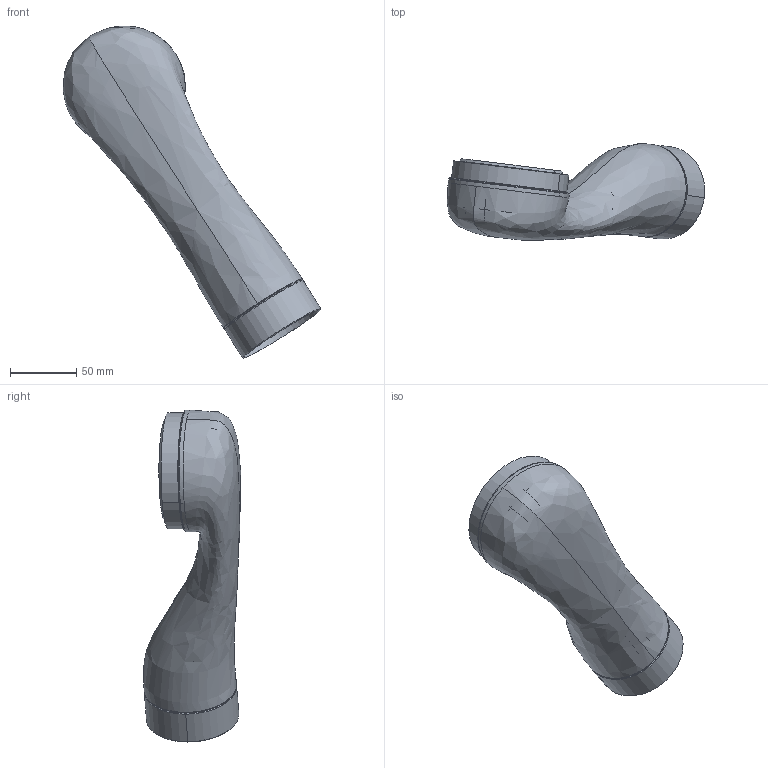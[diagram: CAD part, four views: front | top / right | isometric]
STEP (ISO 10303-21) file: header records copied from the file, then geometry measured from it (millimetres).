
FILE_DESCRIPTION (( 'STEP AP203' ), '1' );
FILE_NAME ('Link4.STEP', '2025-02-06T07:07:17', ( '' ), ( '' ), 'SwSTEP 2.0', 'SolidWorks 2021', '' );
FILE_SCHEMA (( 'CONFIG_CONTROL_DESIGN' ));
Length unit declared in the file: millimetre
Products named in the file (6): KR12943^GEN3 SIMPLIFIED Forearm_Kinova Gen3 Modular Robotic Arm(2)_Kinova Gen3 Modular Robotic Arm; GEN3 SIMPLIFIED Forearm^Kinova Gen3 Modular Robotic Arm(2)_Kinova Gen3 Modular Robotic Arm; Link4; KR10643_3^GEN3 SIMPLIFIED Forearm_Kinova Gen3 Modular Robotic Arm(2)_Kinova Gen3 Modular Robotic Arm; GEN3 SIMPLIFIED FOREARM_1^GEN3 SIMPLIFIED Forearm_Kinova Gen3 Modular Robotic Arm(2)_Kinova Gen3 Modular Robotic Arm; Kinova Gen3 Modular Robotic Arm(2)^Kinova Gen3 Modular Robotic Arm
Assembly tree (5 placements, depth 4):
  Link4
    Kinova Gen3 Modular Robotic Arm(2)^Kinova Gen3 Modular Robotic Arm
      GEN3 SIMPLIFIED Forearm^Kinova Gen3 Modular Robotic Arm(2)_Kinova Gen3 Modular Robotic Arm
        KR12943^GEN3 SIMPLIFIED Forearm_Kinova Gen3 Modular Robotic Arm(2)_Kinova Gen3 Modular Robotic Arm
        KR10643_3^GEN3 SIMPLIFIED Forearm_Kinova Gen3 Modular Robotic Arm(2)_Kinova Gen3 Modular Robotic Arm
        GEN3 SIMPLIFIED FOREARM_1^GEN3 SIMPLIFIED Forearm_Kinova Gen3 Modular Robotic Arm(2)_Kinova Gen3 Modular Robotic Arm
Bounding box: 194.64 x 73.43 x 250.96 mm (x, y, z)
Volume: 354654.8 mm3; surface area: 153949.2 mm2
Topology: 6 solids, 6 shells, 237 faces, 499 edges, 281 vertices
Faces by surface type: bspline 156, cylinder 34, cone 26, plane 19, torus 2
Entity records: 17711 total; most frequent: CARTESIAN_POINT 13137, ORIENTED_EDGE 998, EDGE_CURVE 499, DIRECTION 458, B_SPLINE_CURVE_WITH_KNOTS 297, VERTEX_POINT 281, EDGE_LOOP 252, ADVANCED_FACE 237
